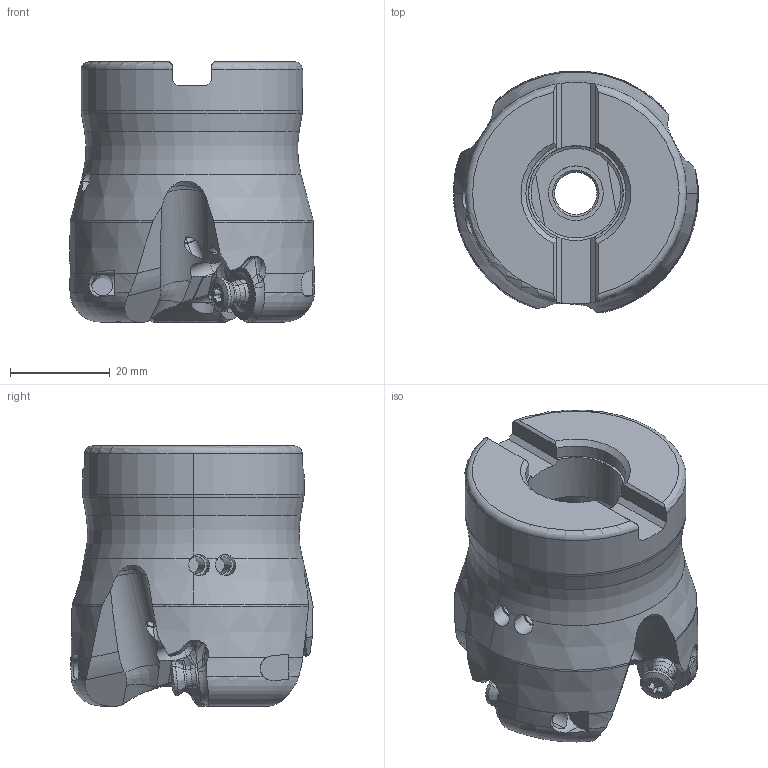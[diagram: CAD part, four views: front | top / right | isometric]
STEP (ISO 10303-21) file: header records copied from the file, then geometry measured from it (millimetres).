
FILE_DESCRIPTION(/* description */ (''),/* implementation_level */ '2;1');
FILE_NAME(/* name */ 'WWX400UR2_0003AA.stp',/* time_stamp */ '2020-04-21T17:34:16+09:00',/* author */ (''),/* organization */ (''),/* preprocessor_version */ 'ST-DEVELOPER v16',/* originating_system */ 'SIEMENS PLM Software NX 10.0',/* authorisation */ '');
FILE_SCHEMA (('AUTOMOTIVE_DESIGN { 1 0 10303 214 3 1 1 1 }'));
Length unit declared in the file: millimetre
Products named in the file (1): WWX400UR2_0003AA_ASM
Bounding box: 49.14 x 48.58 x 52.19 mm (x, y, z)
Volume: 60479.5 mm3; surface area: 16926.4 mm2
Topology: 5 solids, 5 shells, 485 faces, 1391 edges, 902 vertices
Faces by surface type: cylinder 175, plane 114, bspline 51, sphere 51, torus 41, cone 38, extrusion 15
Entity records: 29635 total; most frequent: CARTESIAN_POINT 17549, ORIENTED_EDGE 2734, DIRECTION 2250, EDGE_CURVE 1367, AXIS2_PLACEMENT_3D 959, VERTEX_POINT 896, B_SPLINE_CURVE_WITH_KNOTS 548, EDGE_LOOP 509
